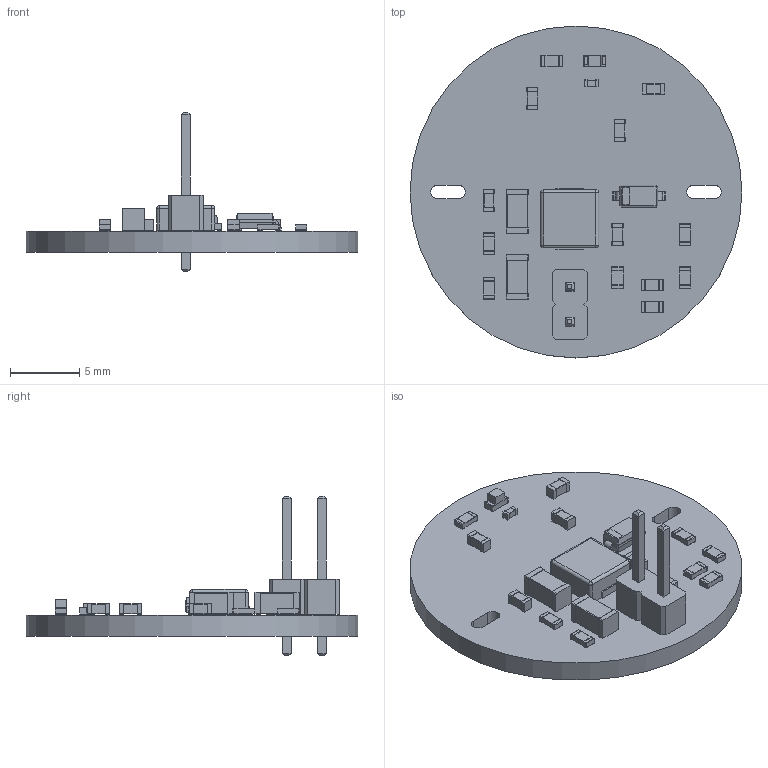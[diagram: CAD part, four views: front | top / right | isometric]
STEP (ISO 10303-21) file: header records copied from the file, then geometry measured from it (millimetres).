
FILE_DESCRIPTION(('KiCad electronic assembly'),'2;1');
FILE_NAME('Air_pump_controler.step','2025-10-15T22:18:38',('Pcbnew'),( 'Kicad'),'Open CASCADE STEP processor 7.8','KiCad to STEP converter' ,'Unknown');
FILE_SCHEMA(('AUTOMOTIVE_DESIGN { 1 0 10303 214 1 1 1 1 }'));
Length unit declared in the file: millimetre
Products named in the file (10): Air_pump_controler 1; C_0603_1608Metric; R_0603_1608Metric; D_SOD-123; C_0402_1005Metric; C_1206_3216Metric; L_APV_APH0420; PinHeader_1x02_P2.54mm_Vertical; LED_0603_1608Metric; Air_pump_controler_PCB
Assembly tree (21 placements, depth 2):
  Air_pump_controler 1
    C_0603_1608Metric  x5
    R_0603_1608Metric  x8
    D_SOD-123
    C_0402_1005Metric
    C_1206_3216Metric  x2
    L_APV_APH0420
    PinHeader_1x02_P2.54mm_Vertical
    LED_0603_1608Metric
    Air_pump_controler_PCB
Bounding box: 24 x 24 x 11.54 mm (x, y, z)
Volume: 775.3 mm3; surface area: 1356.3 mm2
Topology: 21 solids, 21 shells, 642 faces, 1634 edges, 1052 vertices
Faces by surface type: plane 421, cylinder 191, bspline 26, sphere 4
Full cylindrical faces by diameter (mm): 1 x2, 24 x1
Entity records: 11809 total; most frequent: CARTESIAN_POINT 1750, ORIENTED_EDGE 1588, DIRECTION 1544, EDGE_CURVE 794, LINE 612, VECTOR 612, VERTEX_POINT 504, AXIS2_PLACEMENT_3D 466
